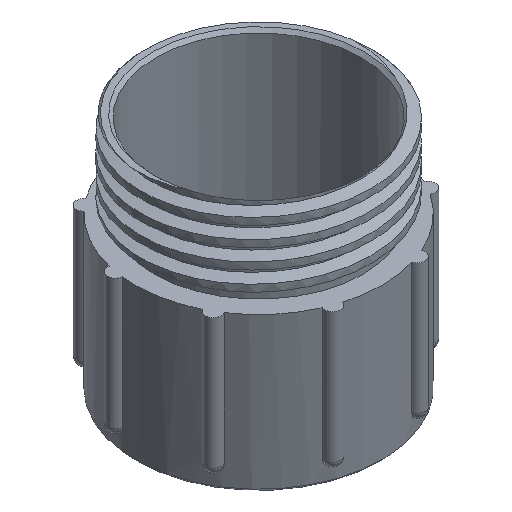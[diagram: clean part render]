
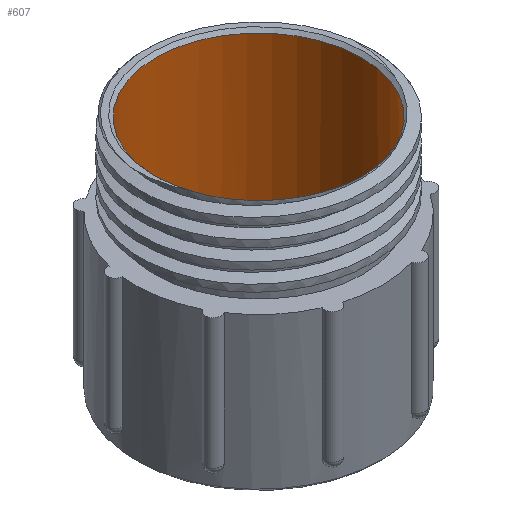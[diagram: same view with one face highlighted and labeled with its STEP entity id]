
A CAD part, isometric view. The second image highlights one B-rep face of the part: STEP entity #607.
In plain terms, the highlighted cylindrical face has radius 16 mm (diameter 32 mm), a full revolution.
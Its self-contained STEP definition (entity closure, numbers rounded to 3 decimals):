
#70=FACE_BOUND($,#148,.T.);
#84=CYLINDRICAL_SURFACE($,#666,16.);
#107=FACE_OUTER_BOUND($,#147,.T.);
#147=EDGE_LOOP($,(#498));
#148=EDGE_LOOP($,(#499));
#181=CIRCLE($,#643,16.);
#197=CIRCLE($,#667,16.);
#261=VERTEX_POINT($,#1684);
#312=VERTEX_POINT($,#1993);
#333=EDGE_CURVE($,#261,#261,#181,.T.);
#385=EDGE_CURVE($,#312,#312,#197,.T.);
#498=ORIENTED_EDGE($,*,*,#385,.T.);
#499=ORIENTED_EDGE($,*,*,#333,.F.);
#607=ADVANCED_FACE($,(#107,#70),#84,.F.);
#643=AXIS2_PLACEMENT_3D($,#1685,#732,#733);
#666=AXIS2_PLACEMENT_3D($,#1992,#796,#797);
#667=AXIS2_PLACEMENT_3D($,#1994,#798,#799);
#732=DIRECTION('center_axis',(0.,0.,-1.));
#733=DIRECTION('ref_axis',(-1.,0.,0.));
#796=DIRECTION('center_axis',(0.,0.,-1.));
#797=DIRECTION('ref_axis',(-1.,0.,0.));
#798=DIRECTION('center_axis',(0.,0.,-1.));
#799=DIRECTION('ref_axis',(-1.,0.,0.));
#1684=CARTESIAN_POINT('',(16.,0.,37.));
#1685=CARTESIAN_POINT('Origin',(0.,0.,37.));
#1992=CARTESIAN_POINT('Origin',(0.,0.,37.5));
#1993=CARTESIAN_POINT('',(16.,0.,5.4));
#1994=CARTESIAN_POINT('Origin',(0.,0.,5.4));
